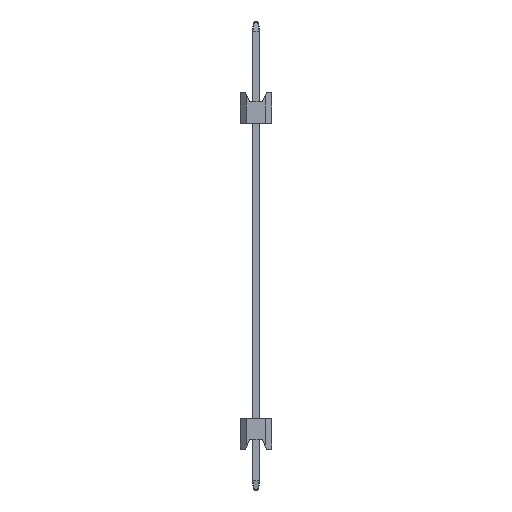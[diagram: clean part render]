
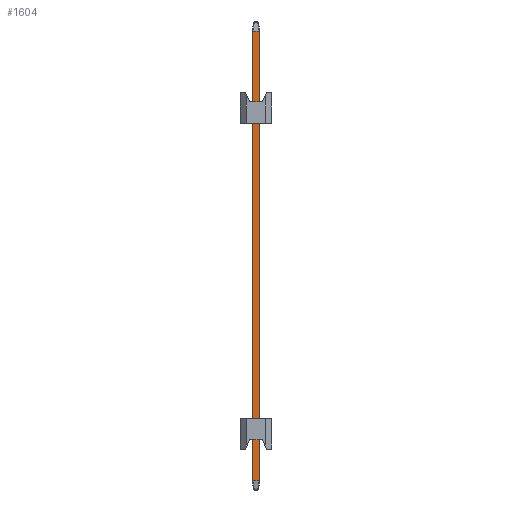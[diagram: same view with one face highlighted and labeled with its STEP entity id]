
A CAD part, left-side view. The second image highlights one B-rep face of the part: STEP entity #1604.
In plain terms, the highlighted planar face has unit normal (-1, 0, 0).
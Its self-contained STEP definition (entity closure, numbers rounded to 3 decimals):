
#534=FACE_OUTER_BOUND('',#598,.T.);
#598=EDGE_LOOP('',(#1343,#1344,#1345,#1346,#1347,#1348,#1349,#1350));
#649=LINE('',#2457,#805);
#658=LINE('',#2475,#814);
#688=LINE('',#2530,#844);
#701=LINE('',#2557,#857);
#704=LINE('',#2563,#860);
#707=LINE('',#2569,#863);
#723=LINE('',#2596,#879);
#724=LINE('',#2598,#880);
#805=VECTOR('',#1917,10.);
#814=VECTOR('',#1930,10.);
#844=VECTOR('',#1980,10.);
#857=VECTOR('',#2001,10.);
#860=VECTOR('',#2006,10.);
#863=VECTOR('',#2011,10.);
#879=VECTOR('',#2045,10.);
#880=VECTOR('',#2048,10.);
#959=VERTEX_POINT('',#2455);
#960=VERTEX_POINT('',#2456);
#967=VERTEX_POINT('',#2473);
#981=VERTEX_POINT('',#2525);
#989=VERTEX_POINT('',#2549);
#992=VERTEX_POINT('',#2555);
#994=VERTEX_POINT('',#2561);
#996=VERTEX_POINT('',#2567);
#1057=EDGE_CURVE('',#959,#960,#649,.T.);
#1066=EDGE_CURVE('',#967,#959,#658,.T.);
#1096=EDGE_CURVE('',#960,#981,#688,.T.);
#1109=EDGE_CURVE('',#992,#989,#701,.T.);
#1112=EDGE_CURVE('',#994,#992,#704,.T.);
#1115=EDGE_CURVE('',#996,#994,#707,.T.);
#1131=EDGE_CURVE('',#989,#967,#723,.T.);
#1132=EDGE_CURVE('',#981,#996,#724,.T.);
#1343=ORIENTED_EDGE('',*,*,#1096,.F.);
#1344=ORIENTED_EDGE('',*,*,#1057,.F.);
#1345=ORIENTED_EDGE('',*,*,#1066,.F.);
#1346=ORIENTED_EDGE('',*,*,#1131,.F.);
#1347=ORIENTED_EDGE('',*,*,#1109,.F.);
#1348=ORIENTED_EDGE('',*,*,#1112,.F.);
#1349=ORIENTED_EDGE('',*,*,#1115,.F.);
#1350=ORIENTED_EDGE('',*,*,#1132,.F.);
#1540=PLANE('',#1731);
#1604=ADVANCED_FACE('',(#534),#1540,.T.);
#1731=AXIS2_PLACEMENT_3D('',#2597,#2046,#2047);
#1917=DIRECTION('',(0.,0.,-1.));
#1930=DIRECTION('',(0.,-0.371,-0.928));
#1980=DIRECTION('',(0.,0.371,-0.928));
#2001=DIRECTION('',(0.,-0.371,0.928));
#2006=DIRECTION('',(0.,0.,1.));
#2011=DIRECTION('',(0.,0.371,0.928));
#2045=DIRECTION('',(0.,-1.,0.));
#2046=DIRECTION('center_axis',(-1.,0.,0.));
#2047=DIRECTION('ref_axis',(0.,-1.,0.));
#2048=DIRECTION('',(0.,1.,0.));
#2455=CARTESIAN_POINT('',(-0.32,-0.27,33.748));
#2456=CARTESIAN_POINT('',(-0.32,-0.27,-2.548));
#2457=CARTESIAN_POINT('',(-0.32,-0.27,0.));
#2473=CARTESIAN_POINT('',(-0.32,-0.269,33.75));
#2475=CARTESIAN_POINT('',(-0.32,-5.973,19.491));
#2525=CARTESIAN_POINT('',(-0.32,-0.269,-2.55));
#2530=CARTESIAN_POINT('',(-0.32,-0.593,-1.739));
#2549=CARTESIAN_POINT('',(-0.32,0.269,33.75));
#2555=CARTESIAN_POINT('',(-0.32,0.27,33.748));
#2557=CARTESIAN_POINT('',(-0.32,6.017,19.381));
#2561=CARTESIAN_POINT('',(-0.32,0.27,-2.548));
#2563=CARTESIAN_POINT('',(-0.32,0.27,0.));
#2567=CARTESIAN_POINT('',(-0.32,0.269,-2.55));
#2569=CARTESIAN_POINT('',(-0.32,0.637,-1.629));
#2596=CARTESIAN_POINT('',(-0.32,0.16,33.75));
#2597=CARTESIAN_POINT('Origin',(-0.32,0.32,0.));
#2598=CARTESIAN_POINT('',(-0.32,0.16,-2.55));
